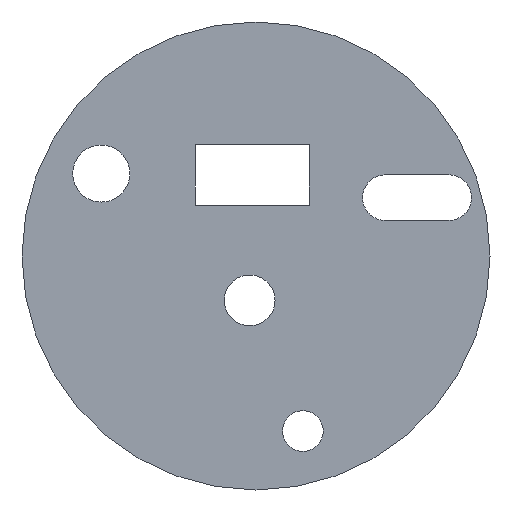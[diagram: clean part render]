
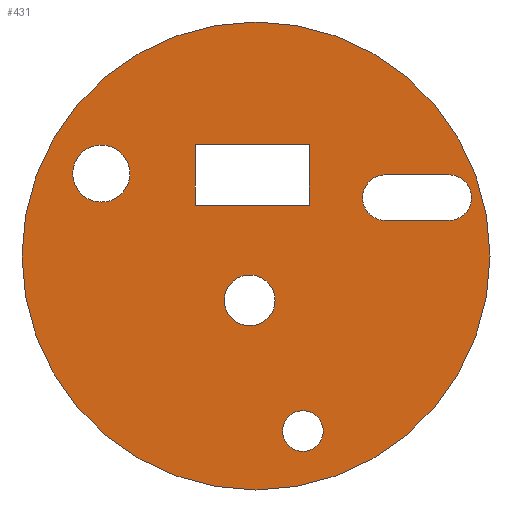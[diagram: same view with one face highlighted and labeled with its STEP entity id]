
A CAD part, front view. The second image highlights one B-rep face of the part: STEP entity #431.
In plain terms, the highlighted planar face has unit normal (0, -1, 0).
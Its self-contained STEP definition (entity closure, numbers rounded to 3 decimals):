
#24 = VERTEX_POINT('',#25);
#25 = CARTESIAN_POINT('',(18.45,-1.,0.));
#31 = EDGE_CURVE('',#24,#24,#32,.T.);
#32 = CIRCLE('',#33,18.45);
#33 = AXIS2_PLACEMENT_3D('',#34,#35,#36);
#34 = CARTESIAN_POINT('',(0.,-1.,0.));
#35 = DIRECTION('',(0.,-1.,0.));
#36 = DIRECTION('',(1.,0.,0.));
#57 = VERTEX_POINT('',#58);
#58 = CARTESIAN_POINT('',(-4.8,-1.,8.8));
#64 = EDGE_CURVE('',#57,#65,#67,.T.);
#65 = VERTEX_POINT('',#66);
#66 = CARTESIAN_POINT('',(4.2,-1.,8.8));
#67 = LINE('',#68,#69);
#68 = CARTESIAN_POINT('',(-4.8,-1.,8.8));
#69 = VECTOR('',#70,1.);
#70 = DIRECTION('',(1.,0.,0.));
#95 = EDGE_CURVE('',#65,#96,#98,.T.);
#96 = VERTEX_POINT('',#97);
#97 = CARTESIAN_POINT('',(4.2,-1.,4.));
#98 = LINE('',#99,#100);
#99 = CARTESIAN_POINT('',(4.2,-1.,8.8));
#100 = VECTOR('',#101,1.);
#101 = DIRECTION('',(0.,0.,-1.));
#126 = EDGE_CURVE('',#96,#127,#129,.T.);
#127 = VERTEX_POINT('',#128);
#128 = CARTESIAN_POINT('',(-4.8,-1.,4.));
#129 = LINE('',#130,#131);
#130 = CARTESIAN_POINT('',(4.2,-1.,4.));
#131 = VECTOR('',#132,1.);
#132 = DIRECTION('',(-1.,0.,0.));
#157 = EDGE_CURVE('',#127,#57,#158,.T.);
#158 = LINE('',#159,#160);
#159 = CARTESIAN_POINT('',(-4.8,-1.,4.));
#160 = VECTOR('',#161,1.);
#161 = DIRECTION('',(0.,0.,1.));
#181 = VERTEX_POINT('',#182);
#182 = CARTESIAN_POINT('',(10.2,-1.,6.4));
#188 = EDGE_CURVE('',#181,#189,#191,.T.);
#189 = VERTEX_POINT('',#190);
#190 = CARTESIAN_POINT('',(15.2,-1.,6.4));
#191 = LINE('',#192,#193);
#192 = CARTESIAN_POINT('',(10.2,-1.,6.4));
#193 = VECTOR('',#194,1.);
#194 = DIRECTION('',(1.,0.,0.));
#221 = VERTEX_POINT('',#222);
#222 = CARTESIAN_POINT('',(15.2,-1.,2.8));
#228 = EDGE_CURVE('',#221,#189,#229,.T.);
#229 = CIRCLE('',#230,1.8);
#230 = AXIS2_PLACEMENT_3D('',#231,#232,#233);
#231 = CARTESIAN_POINT('',(15.2,-1.,4.6));
#232 = DIRECTION('',(0.,-1.,0.));
#233 = DIRECTION('',(1.,0.,0.));
#254 = VERTEX_POINT('',#255);
#255 = CARTESIAN_POINT('',(10.2,-1.,2.8));
#261 = EDGE_CURVE('',#254,#221,#262,.T.);
#262 = LINE('',#263,#264);
#263 = CARTESIAN_POINT('',(10.2,-1.,2.8));
#264 = VECTOR('',#265,1.);
#265 = DIRECTION('',(1.,0.,0.));
#283 = EDGE_CURVE('',#181,#254,#284,.T.);
#284 = CIRCLE('',#285,1.8);
#285 = AXIS2_PLACEMENT_3D('',#286,#287,#288);
#286 = CARTESIAN_POINT('',(10.2,-1.,4.6));
#287 = DIRECTION('',(0.,-1.,0.));
#288 = DIRECTION('',(1.,0.,0.));
#309 = VERTEX_POINT('',#310);
#310 = CARTESIAN_POINT('',(-9.95,-1.,6.5));
#316 = EDGE_CURVE('',#309,#309,#317,.T.);
#317 = CIRCLE('',#318,2.25);
#318 = AXIS2_PLACEMENT_3D('',#319,#320,#321);
#319 = CARTESIAN_POINT('',(-12.2,-1.,6.5));
#320 = DIRECTION('',(0.,-1.,0.));
#321 = DIRECTION('',(1.,0.,0.));
#342 = VERTEX_POINT('',#343);
#343 = CARTESIAN_POINT('',(1.5,-1.,-3.5));
#349 = EDGE_CURVE('',#342,#342,#350,.T.);
#350 = CIRCLE('',#351,2.);
#351 = AXIS2_PLACEMENT_3D('',#352,#353,#354);
#352 = CARTESIAN_POINT('',(-0.5,-1.,-3.5));
#353 = DIRECTION('',(0.,-1.,0.));
#354 = DIRECTION('',(1.,0.,0.));
#375 = VERTEX_POINT('',#376);
#376 = CARTESIAN_POINT('',(5.3,-1.,-13.8));
#382 = EDGE_CURVE('',#375,#375,#383,.T.);
#383 = CIRCLE('',#384,1.6);
#384 = AXIS2_PLACEMENT_3D('',#385,#386,#387);
#385 = CARTESIAN_POINT('',(3.7,-1.,-13.8));
#386 = DIRECTION('',(0.,-1.,0.));
#387 = DIRECTION('',(1.,0.,0.));
#431 = ADVANCED_FACE('',(#432,#435,#441,#447,#450,#453),#456,.T.);
#432 = FACE_BOUND('',#433,.T.);
#433 = EDGE_LOOP('',(#434));
#434 = ORIENTED_EDGE('',*,*,#31,.T.);
#435 = FACE_BOUND('',#436,.T.);
#436 = EDGE_LOOP('',(#437,#438,#439,#440));
#437 = ORIENTED_EDGE('',*,*,#64,.T.);
#438 = ORIENTED_EDGE('',*,*,#95,.T.);
#439 = ORIENTED_EDGE('',*,*,#126,.T.);
#440 = ORIENTED_EDGE('',*,*,#157,.T.);
#441 = FACE_BOUND('',#442,.T.);
#442 = EDGE_LOOP('',(#443,#444,#445,#446));
#443 = ORIENTED_EDGE('',*,*,#188,.T.);
#444 = ORIENTED_EDGE('',*,*,#228,.F.);
#445 = ORIENTED_EDGE('',*,*,#261,.F.);
#446 = ORIENTED_EDGE('',*,*,#283,.F.);
#447 = FACE_BOUND('',#448,.T.);
#448 = EDGE_LOOP('',(#449));
#449 = ORIENTED_EDGE('',*,*,#316,.F.);
#450 = FACE_BOUND('',#451,.T.);
#451 = EDGE_LOOP('',(#452));
#452 = ORIENTED_EDGE('',*,*,#349,.F.);
#453 = FACE_BOUND('',#454,.T.);
#454 = EDGE_LOOP('',(#455));
#455 = ORIENTED_EDGE('',*,*,#382,.F.);
#456 = PLANE('',#457);
#457 = AXIS2_PLACEMENT_3D('',#458,#459,#460);
#458 = CARTESIAN_POINT('',(0.,-1.,0.));
#459 = DIRECTION('',(0.,-1.,0.));
#460 = DIRECTION('',(0.,0.,-1.));
